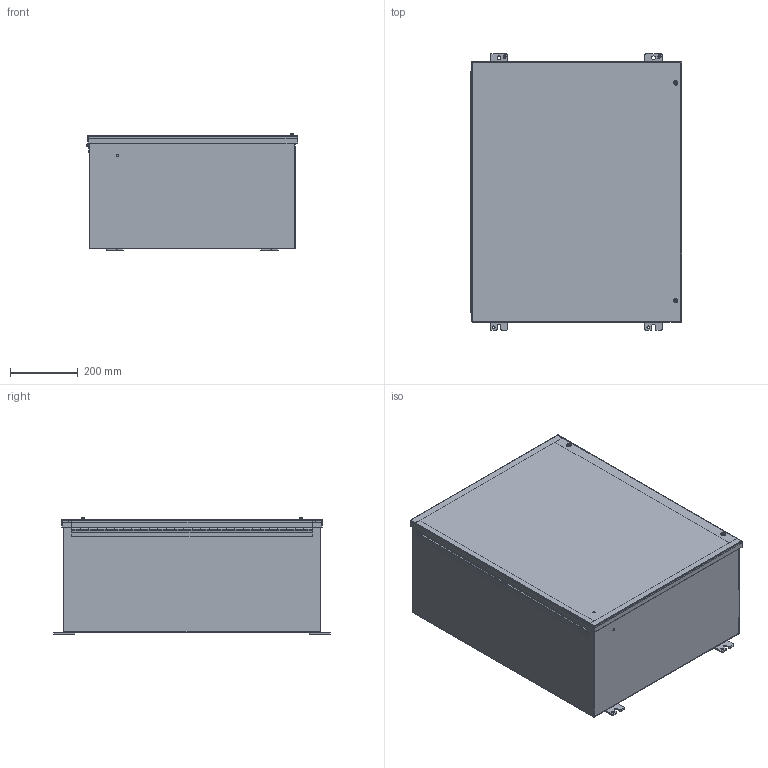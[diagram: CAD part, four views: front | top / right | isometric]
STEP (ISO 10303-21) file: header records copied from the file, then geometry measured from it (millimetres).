
FILE_DESCRIPTION (( 'STEP AP203' ), '1' );
FILE_NAME ('1418JK13_Default.step', '2019-10-31T18:03:13', ( '' ), ( '' ), 'SwSTEP 2.0', 'SolidWorks 2018', '' );
FILE_SCHEMA (( 'CONFIG_CONTROL_DESIGN' ));
Length unit declared in the file: inch
Products named in the file (1): 1418JK13_Default
Bounding box: 624.93 x 819.15 x 344.7 mm (x, y, z)
Volume: 5083300.6 mm3; surface area: 5033826.7 mm2
Topology: 34 solids, 34 shells, 966 faces, 2499 edges, 1624 vertices
Faces by surface type: plane 591, cylinder 333, bspline 30, cone 12
Entity records: 29842 total; most frequent: CARTESIAN_POINT 5710, DIRECTION 5021, ORIENTED_EDGE 4994, EDGE_CURVE 2497, VECTOR 1743, LINE 1743, AXIS2_PLACEMENT_3D 1639, VERTEX_POINT 1624
